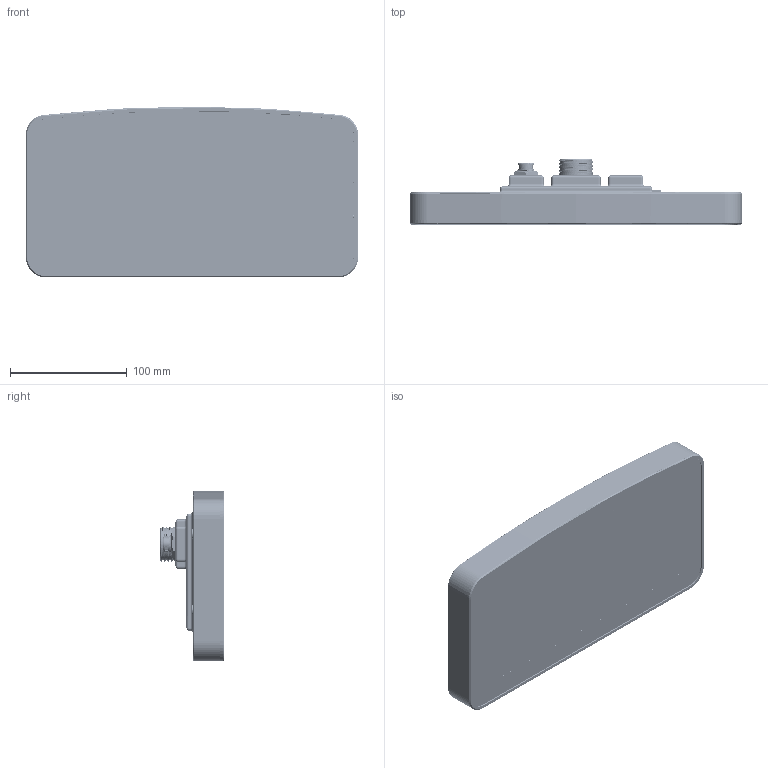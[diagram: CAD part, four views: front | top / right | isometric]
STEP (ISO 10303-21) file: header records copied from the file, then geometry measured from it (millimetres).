
FILE_DESCRIPTION(/* description */ (''),/* implementation_level */ '2;1');
FILE_NAME(/* name */ 'Emtron_ED10M.step',/* time_stamp */ '2024-06-11T11:42:36+10:00',/* author */ (''),/* organization */ (''),/* preprocessor_version */ 'ST-DEVELOPER v20',/* originating_system */ 'Autodesk Translation Framework v13.14.0.145',/* authorisation */ '');
FILE_SCHEMA (('AUTOMOTIVE_DESIGN { 1 0 10303 214 3 1 1 }'));
Products named in the file (10): Emtron_ED10M; ED10M_Main_Housing v4; GT11C200-10 v5 v2; ED10M_Frame v3; ED10M_OpticalGlass_R1 v2 v5; CAGG-103001-01-N drawing_A (20220518) (1) (1) v3; ED10M_Main_Conn v5; Component1; 90666A121_Super-Corrosion-Resistant 316 Stainless Steel Socket Head S
crew; 92290A122_Super-Corrosion-Resistant 316 Stainless Steel Socket Head S
crew
Assembly tree (37 placements, depth 3):
  Emtron_ED10M
    ED10M_Main_Housing v4
    GT11C200-10 v5 v2
    ED10M_Frame v3
    ED10M_OpticalGlass_R1 v2 v5
      CAGG-103001-01-N drawing_A (20220518) (1) (1) v3
    ED10M_Main_Conn v5
      Component1
    92290A122_Super-Corrosion-Resistant 316 Stainless Steel Socket Head S
crew  x26
    90666A121_Super-Corrosion-Resistant 316 Stainless Steel Socket Head S
crew  x4
Bounding box: 283.81 x 55.48 x 146.08 mm (x, y, z)
Volume: 1584231.6 mm3; surface area: 355936.9 mm2
Topology: 55 solids, 67 shells, 5577 faces, 14774 edges, 9563 vertices
Faces by surface type: cylinder 2839, plane 1750, bspline 463, cone 296, torus 213, sphere 16
Full cylindrical faces by diameter (mm): 0.6 x24, 0.75 x55, 2.35 x988, 3 x1072, 3.961 x32, 4 x4, 4.234 x4, 5 x36, 5.5 x26, 6.1 x26, 8 x4, 8.5 x4, 10 x4, 11 x4, 11.6 x2, 11.9 x1, 12 x4, 12.5 x1, 13 x4, 14.6 x1, 14.86 x2, 15 x1, 15.88 x3, 20.5 x1, 28 x3, 29.882 x4, 30.2 x1
Entity records: 116257 total; most frequent: CARTESIAN_POINT 58823, ORIENTED_EDGE 12168, DIRECTION 10757, EDGE_CURVE 6084, VERTEX_POINT 3903, LINE 3635, VECTOR 3635, AXIS2_PLACEMENT_3D 3561
